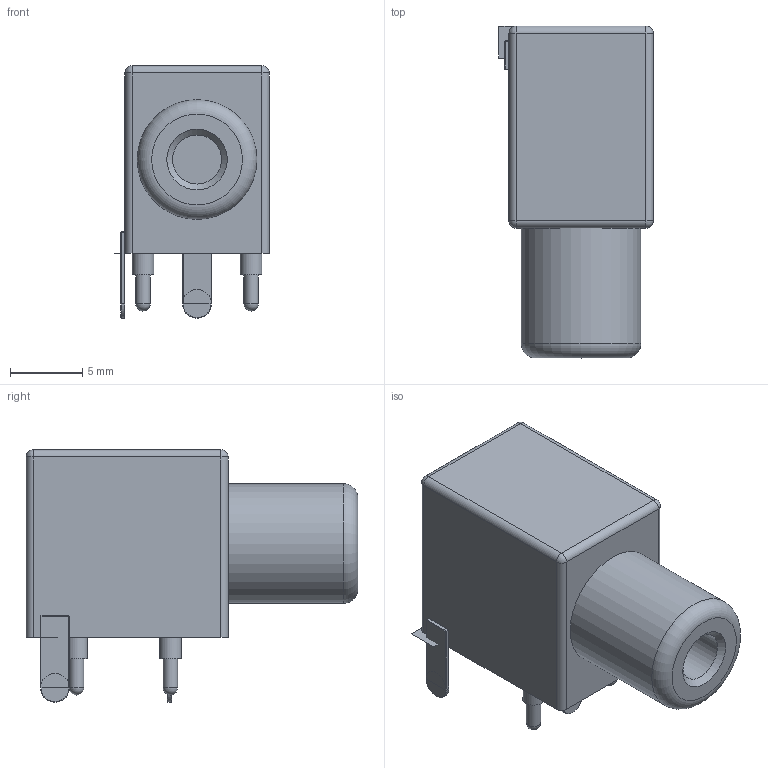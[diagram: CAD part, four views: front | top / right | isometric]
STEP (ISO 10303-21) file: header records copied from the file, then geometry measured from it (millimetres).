
FILE_DESCRIPTION(('FreeCAD Model'),'2;1');
FILE_NAME('rca1-03.step', '2019-03-02T15:37:53',('Author'),(''), 'Open CASCADE STEP processor 6.9','FreeCAD','Unknown');
FILE_SCHEMA(('AUTOMOTIVE_DESIGN_CC2 { 1 2 10303 214 -1 1 5 4 }'));
Length unit declared in the file: millimetre
Products named in the file (9): pin01; pin002; pin003; Fillet010; Chamfer; Rectangle002; Chamfer001; Rectangle001; Chamfer002
Bounding box: 10.7 x 23 x 17.5 mm (x, y, z)
Volume: 2234.1 mm3; surface area: 1401.8 mm2
Topology: 7 solids, 9 shells, 98 faces, 191 edges, 106 vertices
Faces by surface type: plane 59, cylinder 18, bspline 8, sphere 7, cone 5, torus 1
Full cylindrical faces by diameter (mm): 1 x3, 1.502 x3, 3.4 x1, 8.3 x1
Entity records: 3131 total; most frequent: CARTESIAN_POINT 437, DIRECTION 393, ORIENTED_EDGE 360, EDGE_CURVE 184, AXIS2_PLACEMENT_3D 142, LINE 109, VECTOR 109, VERTEX_POINT 106
